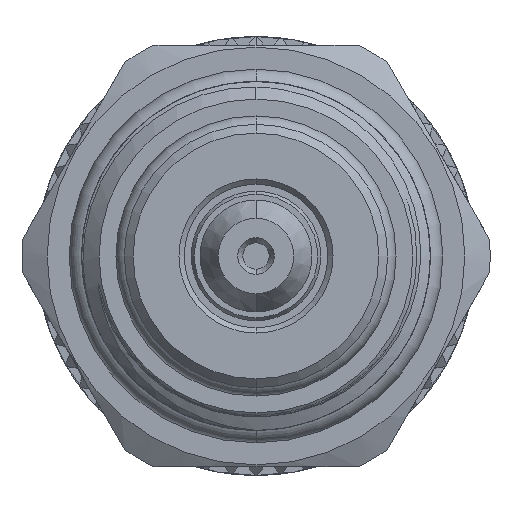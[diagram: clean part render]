
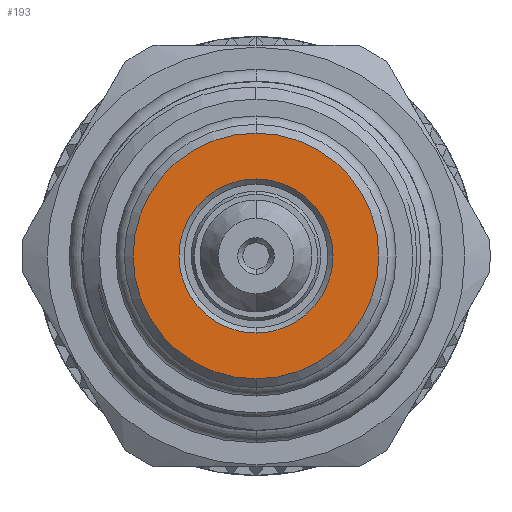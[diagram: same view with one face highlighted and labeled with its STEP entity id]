
A CAD part, left-side view. The second image highlights one B-rep face of the part: STEP entity #193.
In plain terms, the highlighted planar face has unit normal (-1, 0, 0).
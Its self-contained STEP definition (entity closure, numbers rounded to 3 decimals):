
#193 = ADVANCED_FACE ( 'NONE', ( #31869, #37952 ), #32942, .F. ) ;
#2052 = DIRECTION ( 'NONE',  ( 0., 0., -1. ) ) ;
#2738 = VERTEX_POINT ( 'NONE', #5004 ) ;
#5004 = CARTESIAN_POINT ( 'NONE',  ( 0., 0., -7. ) ) ;
#5722 = AXIS2_PLACEMENT_3D ( 'NONE', #7471, #46299, #23852 ) ;
#6477 = CIRCLE ( 'NONE', #6504, 7. ) ;
#6504 = AXIS2_PLACEMENT_3D ( 'NONE', #39483, #35539, #44001 ) ;
#7471 = CARTESIAN_POINT ( 'NONE',  ( 0., 0., 0. ) ) ;
#7482 = DIRECTION ( 'NONE',  ( -1., 0., 0. ) ) ;
#8341 = EDGE_LOOP ( 'NONE', ( #31721, #49878 ) ) ;
#10278 = EDGE_LOOP ( 'NONE', ( #33292, #11971 ) ) ;
#10853 = CARTESIAN_POINT ( 'NONE',  ( 0., 0., -4.39 ) ) ;
#11971 = ORIENTED_EDGE ( 'NONE', *, *, #23050, .T. ) ;
#12729 = AXIS2_PLACEMENT_3D ( 'NONE', #50407, #46447, #37405 ) ;
#14349 = EDGE_CURVE ( 'NONE', #29918, #30884, #15926, .T. ) ;
#14626 = DIRECTION ( 'NONE',  ( 1., 0., 0. ) ) ;
#15926 = CIRCLE ( 'NONE', #16485, 4.39 ) ;
#16485 = AXIS2_PLACEMENT_3D ( 'NONE', #44993, #14626, #2052 ) ;
#16697 = DIRECTION ( 'NONE',  ( 0., 0., -1. ) ) ;
#23050 = EDGE_CURVE ( 'NONE', #30884, #29918, #53941, .T. ) ;
#23852 = DIRECTION ( 'NONE',  ( 0., 0., -1. ) ) ;
#29918 = VERTEX_POINT ( 'NONE', #42050 ) ;
#30643 = CIRCLE ( 'NONE', #51927, 7. ) ;
#30884 = VERTEX_POINT ( 'NONE', #10853 ) ;
#31698 = CARTESIAN_POINT ( 'NONE',  ( 0., 0., 7. ) ) ;
#31721 = ORIENTED_EDGE ( 'NONE', *, *, #41807, .T. ) ;
#31869 = FACE_BOUND ( 'NONE', #10278, .T. ) ;
#32942 = PLANE ( 'NONE',  #5722 ) ;
#33292 = ORIENTED_EDGE ( 'NONE', *, *, #14349, .T. ) ;
#33315 = CARTESIAN_POINT ( 'NONE',  ( 0., 0., 0. ) ) ;
#35539 = DIRECTION ( 'NONE',  ( -1., 0., 0. ) ) ;
#37405 = DIRECTION ( 'NONE',  ( 0., 0., -1. ) ) ;
#37952 = FACE_OUTER_BOUND ( 'NONE', #8341, .T. ) ;
#38901 = VERTEX_POINT ( 'NONE', #31698 ) ;
#39483 = CARTESIAN_POINT ( 'NONE',  ( 0., 0., 0. ) ) ;
#41807 = EDGE_CURVE ( 'NONE', #2738, #38901, #30643, .T. ) ;
#42050 = CARTESIAN_POINT ( 'NONE',  ( 0., 0., 4.39 ) ) ;
#44001 = DIRECTION ( 'NONE',  ( 0., 0., -1. ) ) ;
#44993 = CARTESIAN_POINT ( 'NONE',  ( 0., 0., 0. ) ) ;
#46299 = DIRECTION ( 'NONE',  ( 1., 0., 0. ) ) ;
#46447 = DIRECTION ( 'NONE',  ( 1., 0., 0. ) ) ;
#49878 = ORIENTED_EDGE ( 'NONE', *, *, #55064, .T. ) ;
#50407 = CARTESIAN_POINT ( 'NONE',  ( 0., 0., 0. ) ) ;
#51927 = AXIS2_PLACEMENT_3D ( 'NONE', #33315, #7482, #16697 ) ;
#53941 = CIRCLE ( 'NONE', #12729, 4.39 ) ;
#55064 = EDGE_CURVE ( 'NONE', #38901, #2738, #6477, .T. ) ;
